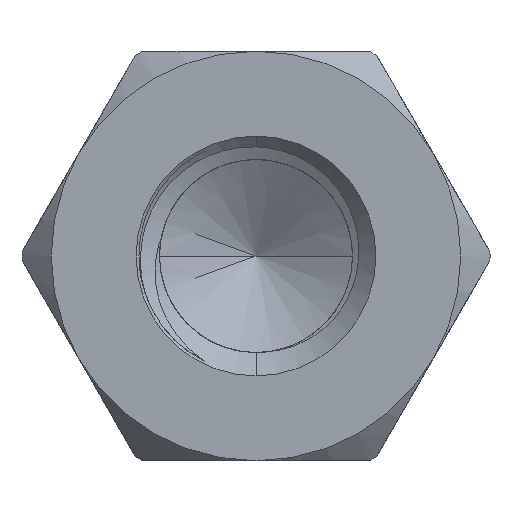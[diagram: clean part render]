
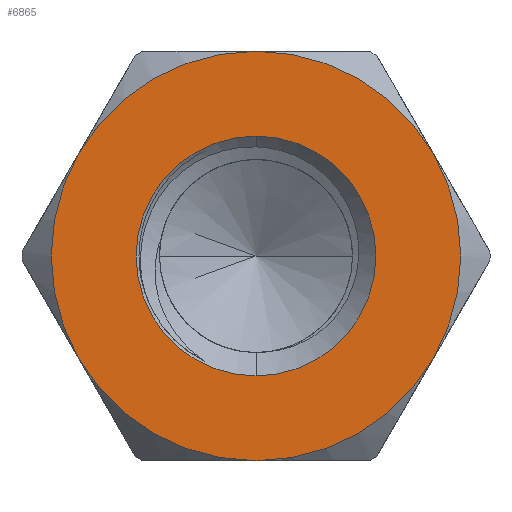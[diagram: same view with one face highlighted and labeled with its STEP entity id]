
A CAD part, front view. The second image highlights one B-rep face of the part: STEP entity #6865.
In plain terms, the highlighted planar face has unit normal (0, -1, 0).
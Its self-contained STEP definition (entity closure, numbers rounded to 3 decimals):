
#148 = CARTESIAN_POINT ( 'NONE',  ( 0., 0., -3.5 ) ) ;
#212 = AXIS2_PLACEMENT_3D ( 'NONE', #10365, #7948, #7877 ) ;
#564 = DIRECTION ( 'NONE',  ( 0., -1., 0. ) ) ;
#596 = DIRECTION ( 'NONE',  ( 0., 0., 1. ) ) ;
#871 = AXIS2_PLACEMENT_3D ( 'NONE', #4952, #4919, #4810 ) ;
#1140 = EDGE_CURVE ( 'NONE', #3419, #5673, #1343, .T. ) ;
#1336 = AXIS2_PLACEMENT_3D ( 'NONE', #3645, #1936, #3539 ) ;
#1343 = CIRCLE ( 'NONE', #4702, 3.5 ) ;
#1416 = CIRCLE ( 'NONE', #1757, 2.05 ) ;
#1599 = EDGE_CURVE ( 'NONE', #1934, #2403, #8222, .T. ) ;
#1670 = ORIENTED_EDGE ( 'NONE', *, *, #10061, .T. ) ;
#1693 = CIRCLE ( 'NONE', #4511, 3.5 ) ;
#1757 = AXIS2_PLACEMENT_3D ( 'NONE', #6971, #2780, #6164 ) ;
#1785 = CIRCLE ( 'NONE', #212, 2.05 ) ;
#1934 = VERTEX_POINT ( 'NONE', #148 ) ;
#1936 = DIRECTION ( 'NONE',  ( 0., -1., 0. ) ) ;
#1973 = DIRECTION ( 'NONE',  ( 0., 0., 1. ) ) ;
#2021 = DIRECTION ( 'NONE',  ( 0., 0., -1. ) ) ;
#2403 = VERTEX_POINT ( 'NONE', #4872 ) ;
#2404 = CARTESIAN_POINT ( 'NONE',  ( 0., 0., 0. ) ) ;
#2780 = DIRECTION ( 'NONE',  ( 0., -1., 0. ) ) ;
#3153 = DIRECTION ( 'NONE',  ( 0., -1., 0. ) ) ;
#3227 = CARTESIAN_POINT ( 'NONE',  ( -3.031, 0., -1.75 ) ) ;
#3419 = VERTEX_POINT ( 'NONE', #10467 ) ;
#3525 = ORIENTED_EDGE ( 'NONE', *, *, #7980, .F. ) ;
#3539 = DIRECTION ( 'NONE',  ( 0., 0., 1. ) ) ;
#3581 = FACE_OUTER_BOUND ( 'NONE', #4843, .T. ) ;
#3624 = DIRECTION ( 'NONE',  ( 0., -1., 0. ) ) ;
#3645 = CARTESIAN_POINT ( 'NONE',  ( 0., 0., 0. ) ) ;
#3897 = ORIENTED_EDGE ( 'NONE', *, *, #5006, .T. ) ;
#3909 = ORIENTED_EDGE ( 'NONE', *, *, #4443, .T. ) ;
#4140 = VERTEX_POINT ( 'NONE', #8253 ) ;
#4230 = CARTESIAN_POINT ( 'NONE',  ( 0., 0., 2.05 ) ) ;
#4284 = VERTEX_POINT ( 'NONE', #4230 ) ;
#4327 = CARTESIAN_POINT ( 'NONE',  ( 0., 0., 0. ) ) ;
#4411 = DIRECTION ( 'NONE',  ( 0., -1., 0. ) ) ;
#4443 = EDGE_CURVE ( 'NONE', #5935, #3419, #1693, .T. ) ;
#4511 = AXIS2_PLACEMENT_3D ( 'NONE', #7748, #10092, #1973 ) ;
#4702 = AXIS2_PLACEMENT_3D ( 'NONE', #6307, #564, #596 ) ;
#4810 = DIRECTION ( 'NONE',  ( 0., 0., 1. ) ) ;
#4843 = EDGE_LOOP ( 'NONE', ( #3909, #8741, #1670, #3897, #8232, #9778 ) ) ;
#4872 = CARTESIAN_POINT ( 'NONE',  ( 3.031, 0., -1.75 ) ) ;
#4919 = DIRECTION ( 'NONE',  ( 0., 1., 0. ) ) ;
#4928 = EDGE_LOOP ( 'NONE', ( #3525, #10370 ) ) ;
#4931 = CIRCLE ( 'NONE', #5382, 3.5 ) ;
#4952 = CARTESIAN_POINT ( 'NONE',  ( 0., 0., 0. ) ) ;
#5006 = EDGE_CURVE ( 'NONE', #9638, #1934, #8317, .T. ) ;
#5067 = CARTESIAN_POINT ( 'NONE',  ( 3.031, 0., 1.75 ) ) ;
#5382 = AXIS2_PLACEMENT_3D ( 'NONE', #4327, #4411, #10122 ) ;
#5673 = VERTEX_POINT ( 'NONE', #7438 ) ;
#5833 = AXIS2_PLACEMENT_3D ( 'NONE', #2404, #3153, #8855 ) ;
#5935 = VERTEX_POINT ( 'NONE', #5067 ) ;
#6164 = DIRECTION ( 'NONE',  ( 0., 0., -1. ) ) ;
#6307 = CARTESIAN_POINT ( 'NONE',  ( 0., 0., 0. ) ) ;
#6341 = EDGE_CURVE ( 'NONE', #2403, #5935, #10336, .T. ) ;
#6586 = EDGE_CURVE ( 'NONE', #4284, #4140, #1416, .T. ) ;
#6865 = ADVANCED_FACE ( 'NONE', ( #8805, #3581 ), #7359, .F. ) ;
#6971 = CARTESIAN_POINT ( 'NONE',  ( 0., 0., 0. ) ) ;
#7359 = PLANE ( 'NONE',  #871 ) ;
#7438 = CARTESIAN_POINT ( 'NONE',  ( -3.031, 0., 1.75 ) ) ;
#7736 = AXIS2_PLACEMENT_3D ( 'NONE', #10212, #3624, #2021 ) ;
#7748 = CARTESIAN_POINT ( 'NONE',  ( 0., 0., 0. ) ) ;
#7877 = DIRECTION ( 'NONE',  ( 0., 0., -1. ) ) ;
#7948 = DIRECTION ( 'NONE',  ( 0., -1., 0. ) ) ;
#7980 = EDGE_CURVE ( 'NONE', #4140, #4284, #1785, .T. ) ;
#8222 = CIRCLE ( 'NONE', #7736, 3.5 ) ;
#8232 = ORIENTED_EDGE ( 'NONE', *, *, #1599, .T. ) ;
#8253 = CARTESIAN_POINT ( 'NONE',  ( 0., 0., -2.05 ) ) ;
#8317 = CIRCLE ( 'NONE', #1336, 3.5 ) ;
#8741 = ORIENTED_EDGE ( 'NONE', *, *, #1140, .T. ) ;
#8805 = FACE_BOUND ( 'NONE', #4928, .T. ) ;
#8855 = DIRECTION ( 'NONE',  ( 0., 0., 1. ) ) ;
#9638 = VERTEX_POINT ( 'NONE', #3227 ) ;
#9778 = ORIENTED_EDGE ( 'NONE', *, *, #6341, .T. ) ;
#10061 = EDGE_CURVE ( 'NONE', #5673, #9638, #4931, .T. ) ;
#10092 = DIRECTION ( 'NONE',  ( 0., -1., 0. ) ) ;
#10122 = DIRECTION ( 'NONE',  ( 0., 0., 1. ) ) ;
#10212 = CARTESIAN_POINT ( 'NONE',  ( 0., 0., 0. ) ) ;
#10336 = CIRCLE ( 'NONE', #5833, 3.5 ) ;
#10365 = CARTESIAN_POINT ( 'NONE',  ( 0., 0., 0. ) ) ;
#10370 = ORIENTED_EDGE ( 'NONE', *, *, #6586, .F. ) ;
#10467 = CARTESIAN_POINT ( 'NONE',  ( 0., 0., 3.5 ) ) ;
